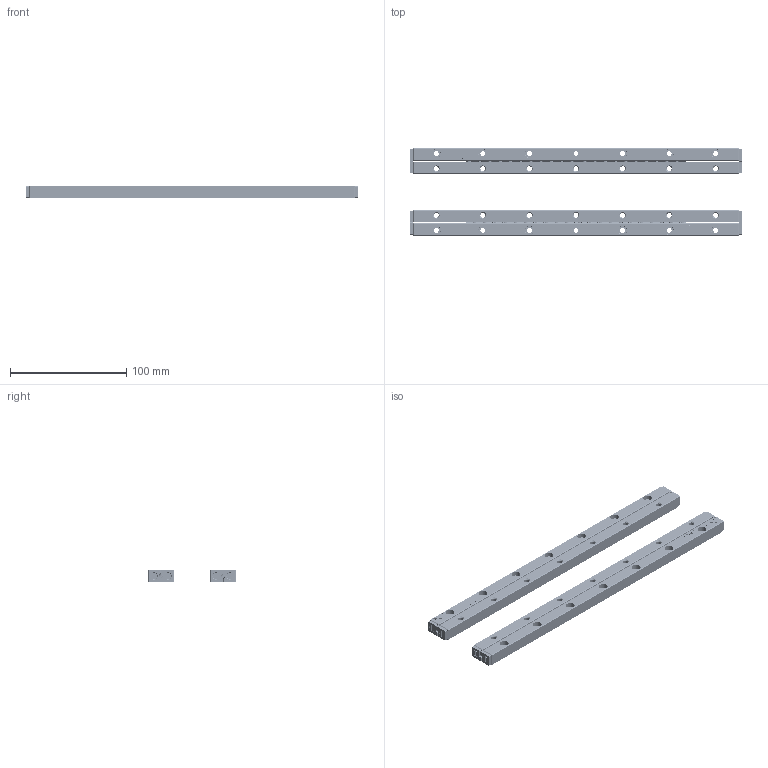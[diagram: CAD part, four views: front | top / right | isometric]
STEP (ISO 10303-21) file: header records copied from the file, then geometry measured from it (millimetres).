
FILE_DESCRIPTION(/* description */ (''),/* implementation_level */ '2;1');
FILE_NAME(/* name */ 'Set RSDE-4280x42KRE_stp_stp.stp',/* time_stamp */ '2025-05-27T14:55:58+02:00',/* author */ (''),/* organization */ (''),/* preprocessor_version */ 'ST-DEVELOPER v16.7',/* originating_system */ 'SIEMENS PLM Software NX 12.0',/* authorisation */ '');
FILE_SCHEMA (('AUTOMOTIVE_DESIGN { 1 0 10303 214 3 1 1 1 }'));
Products named in the file (1): Set RSDE-4280x42KRE_stp_stp
Bounding box: 285.1 x 75 x 11 mm (x, y, z)
Volume: 121212.7 mm3; surface area: 73410.5 mm2
Topology: 112 solids, 112 shells, 4984 faces, 13464 edges, 8788 vertices
Faces by surface type: plane 2004, cylinder 1676, torus 680, bspline 360, cone 264
Full cylindrical faces by diameter (mm): 0.5 x352, 2 x84, 2.6 x8, 3 x8, 3.2 x16, 4 x84, 4.2 x28, 7.5 x28
Entity records: 166747 total; most frequent: CARTESIAN_POINT 35445, DIRECTION 25542, ORIENTED_EDGE 24536, EDGE_CURVE 12268, AXIS2_PLACEMENT_3D 9777, VERTEX_POINT 8472, EDGE_LOOP 6700, LINE 5988
